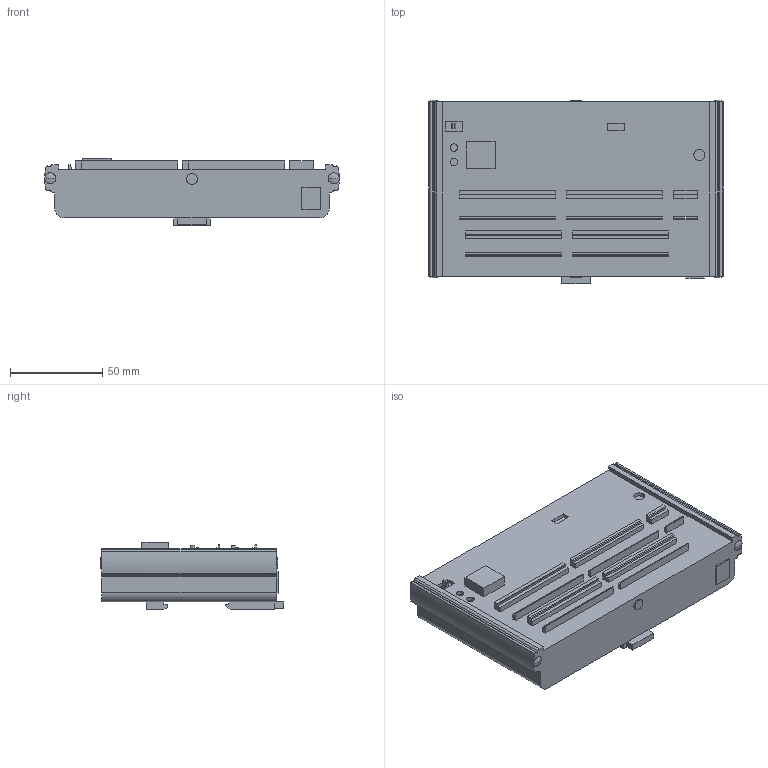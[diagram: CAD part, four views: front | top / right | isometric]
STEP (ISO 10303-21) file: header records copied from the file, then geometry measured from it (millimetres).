
FILE_DESCRIPTION (( 'STEP AP203' ), '1' );
FILE_NAME ('XAC-098-STP.step', '2024-04-22T08:59:04', ( '' ), ( '' ), 'SwSTEP 2.0', 'SolidWorks 2011', '' );
FILE_SCHEMA (( 'CONFIG_CONTROL_DESIGN' ));
Length unit declared in the file: metre
Products named in the file (1): XAC-098-STP
Bounding box: 160 x 99.81 x 36.4 mm (x, y, z)
Volume: 387191.3 mm3; surface area: 51597.9 mm2
Topology: 2 solids, 2 shells, 238 faces, 614 edges, 406 vertices
Faces by surface type: plane 174, cylinder 56, sphere 8
Entity records: 7289 total; most frequent: CARTESIAN_POINT 1259, ORIENTED_EDGE 1228, DIRECTION 1228, EDGE_CURVE 614, VECTOR 478, LINE 478, VERTEX_POINT 406, AXIS2_PLACEMENT_3D 375
